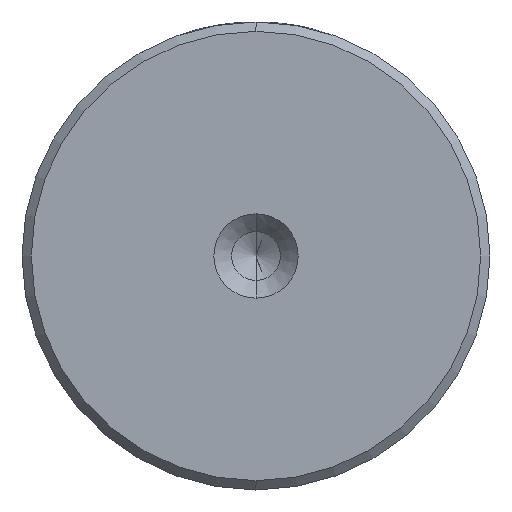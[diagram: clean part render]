
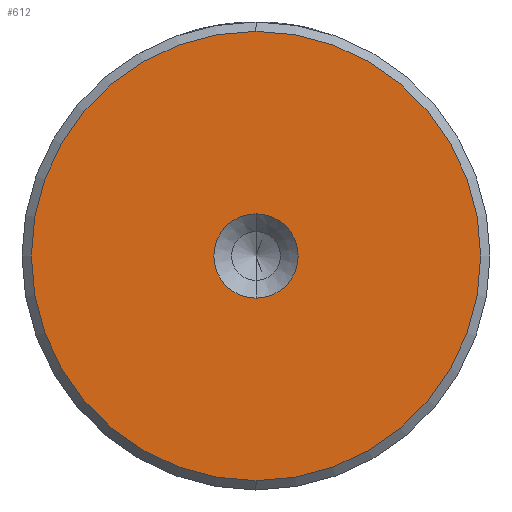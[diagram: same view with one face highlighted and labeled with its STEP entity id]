
A CAD part, left-side view. The second image highlights one B-rep face of the part: STEP entity #612.
In plain terms, the highlighted planar face has unit normal (-1, 0, 0).
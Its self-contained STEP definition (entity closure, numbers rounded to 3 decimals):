
#96 = DIRECTION ( 'NONE',  ( 0., 0., 1. ) ) ;
#109 = DIRECTION ( 'NONE',  ( -1., 0., 0. ) ) ;
#128 = AXIS2_PLACEMENT_3D ( 'NONE', #720, #2087, #928 ) ;
#268 = CIRCLE ( 'NONE', #128, 2.25 ) ;
#279 = CARTESIAN_POINT ( 'NONE',  ( 0., 0., 0. ) ) ;
#286 = ORIENTED_EDGE ( 'NONE', *, *, #2376, .T. ) ;
#364 = CARTESIAN_POINT ( 'NONE',  ( 0., 0., 0. ) ) ;
#366 = AXIS2_PLACEMENT_3D ( 'NONE', #279, #109, #1477 ) ;
#425 = VERTEX_POINT ( 'NONE', #2170 ) ;
#471 = CIRCLE ( 'NONE', #1706, 12. ) ;
#487 = FACE_BOUND ( 'NONE', #1576, .T. ) ;
#564 = DIRECTION ( 'NONE',  ( 0., 0., 1. ) ) ;
#585 = VERTEX_POINT ( 'NONE', #1468 ) ;
#612 = ADVANCED_FACE ( 'NONE', ( #1005, #487 ), #2040, .T. ) ;
#713 = AXIS2_PLACEMENT_3D ( 'NONE', #2411, #1273, #96 ) ;
#720 = CARTESIAN_POINT ( 'NONE',  ( 0., 0., 0. ) ) ;
#756 = CARTESIAN_POINT ( 'NONE',  ( 0., 0., 0. ) ) ;
#866 = EDGE_CURVE ( 'NONE', #425, #2389, #1040, .T. ) ;
#928 = DIRECTION ( 'NONE',  ( 0., 0., 1. ) ) ;
#960 = DIRECTION ( 'NONE',  ( 0., 0., 1. ) ) ;
#999 = CARTESIAN_POINT ( 'NONE',  ( 0., 0., 2.25 ) ) ;
#1005 = FACE_OUTER_BOUND ( 'NONE', #2446, .T. ) ;
#1034 = CIRCLE ( 'NONE', #713, 2.25 ) ;
#1040 = CIRCLE ( 'NONE', #1251, 12. ) ;
#1222 = EDGE_CURVE ( 'NONE', #585, #1734, #1034, .T. ) ;
#1251 = AXIS2_PLACEMENT_3D ( 'NONE', #364, #1732, #564 ) ;
#1273 = DIRECTION ( 'NONE',  ( -1., 0., 0. ) ) ;
#1468 = CARTESIAN_POINT ( 'NONE',  ( 0., 0., -2.25 ) ) ;
#1477 = DIRECTION ( 'NONE',  ( 0., 0., 1. ) ) ;
#1576 = EDGE_LOOP ( 'NONE', ( #1885, #2314 ) ) ;
#1706 = AXIS2_PLACEMENT_3D ( 'NONE', #756, #2112, #960 ) ;
#1732 = DIRECTION ( 'NONE',  ( -1., 0., 0. ) ) ;
#1734 = VERTEX_POINT ( 'NONE', #999 ) ;
#1802 = ORIENTED_EDGE ( 'NONE', *, *, #866, .T. ) ;
#1885 = ORIENTED_EDGE ( 'NONE', *, *, #2253, .F. ) ;
#1922 = CARTESIAN_POINT ( 'NONE',  ( 0., 0., -12. ) ) ;
#2040 = PLANE ( 'NONE',  #366 ) ;
#2087 = DIRECTION ( 'NONE',  ( -1., 0., 0. ) ) ;
#2112 = DIRECTION ( 'NONE',  ( -1., 0., 0. ) ) ;
#2170 = CARTESIAN_POINT ( 'NONE',  ( 0., 0., 12. ) ) ;
#2253 = EDGE_CURVE ( 'NONE', #1734, #585, #268, .T. ) ;
#2314 = ORIENTED_EDGE ( 'NONE', *, *, #1222, .F. ) ;
#2376 = EDGE_CURVE ( 'NONE', #2389, #425, #471, .T. ) ;
#2389 = VERTEX_POINT ( 'NONE', #1922 ) ;
#2411 = CARTESIAN_POINT ( 'NONE',  ( 0., 0., 0. ) ) ;
#2446 = EDGE_LOOP ( 'NONE', ( #286, #1802 ) ) ;
